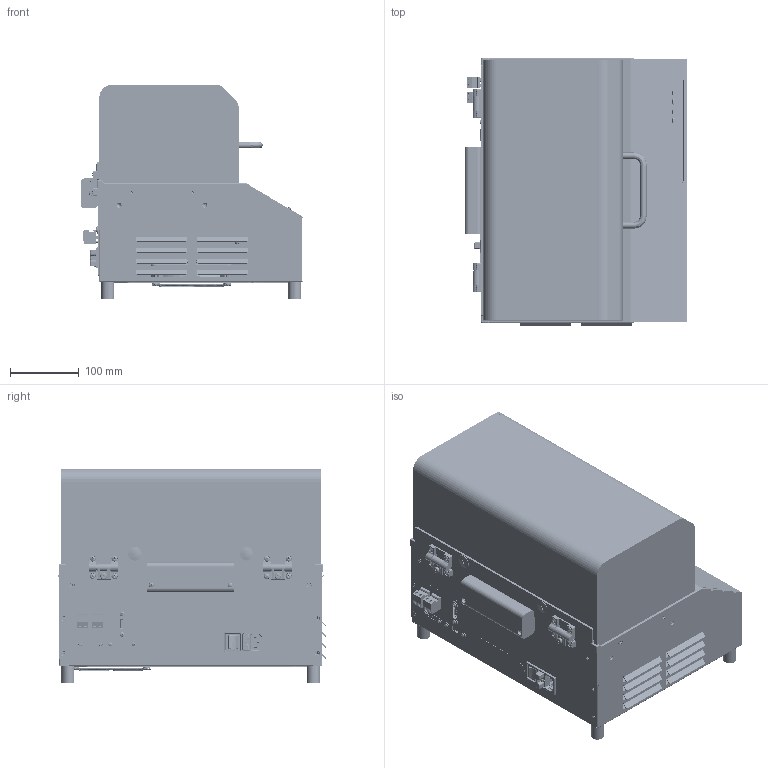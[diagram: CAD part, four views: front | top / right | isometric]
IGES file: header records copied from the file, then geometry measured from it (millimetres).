
Start section: SolidWorks IGES file using analytic representation for surfaces
Global section: file name: LHP-1200CAS 2nd GEN.IGS; native system: SolidWorks 2019; preprocessor: SolidWorks 2019; author: Afshin; date: 190207.121407; units: inch
Bounding box: 324.82 x 391.62 x 313.21 mm (x, y, z)
Surface area: 2030179.1 mm2 (no closed solid volume)
Topology: 0 solids, 0 shells, 11463 faces, 129281 edges, 128990 vertices
Faces by surface type: bspline 7172, revolution 4291
